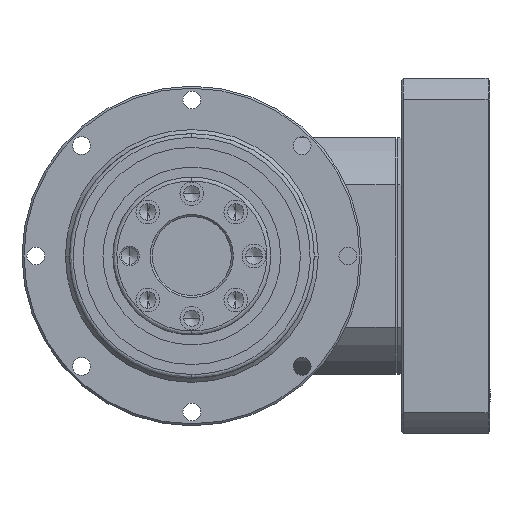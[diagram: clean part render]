
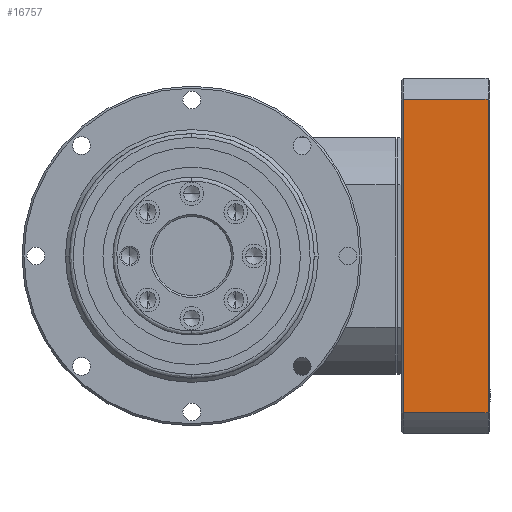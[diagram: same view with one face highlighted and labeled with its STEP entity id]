
A CAD part, left-side view. The second image highlights one B-rep face of the part: STEP entity #16757.
In plain terms, the highlighted face is planar.
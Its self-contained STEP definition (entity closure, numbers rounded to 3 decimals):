
#3470 = EDGE_CURVE ( 'NONE', #11171, #26331, #6928, .T. ) ;
#3945 = ORIENTED_EDGE ( 'NONE', *, *, #26426, .F. ) ;
#4406 = VERTEX_POINT ( 'NONE', #19773 ) ;
#5086 = CARTESIAN_POINT ( 'NONE',  ( -39.686, 45., 3. ) ) ;
#5379 = ORIENTED_EDGE ( 'NONE', *, *, #14814, .F. ) ;
#5918 = DIRECTION ( 'NONE',  ( -1., 0., 0. ) ) ;
#6089 = DIRECTION ( 'NONE',  ( 0., -1., 0. ) ) ;
#6294 = VECTOR ( 'NONE', #19746, 1000. ) ;
#6928 = LINE ( 'NONE', #16954, #6294 ) ;
#8688 = CARTESIAN_POINT ( 'NONE',  ( -6.972, 45., 3.5 ) ) ;
#8759 = LINE ( 'NONE', #18566, #24729 ) ;
#9837 = EDGE_LOOP ( 'NONE', ( #5379, #15934, #21652, #3945 ) ) ;
#11171 = VERTEX_POINT ( 'NONE', #20473 ) ;
#11219 = EDGE_CURVE ( 'NONE', #26331, #4406, #8759, .T. ) ;
#11728 = FACE_OUTER_BOUND ( 'NONE', #9837, .T. ) ;
#14717 = CARTESIAN_POINT ( 'NONE',  ( -39.686, 45., 3.5 ) ) ;
#14814 = EDGE_CURVE ( 'NONE', #4406, #21759, #15778, .T. ) ;
#15778 = LINE ( 'NONE', #5086, #21331 ) ;
#15934 = ORIENTED_EDGE ( 'NONE', *, *, #11219, .F. ) ;
#16570 = CARTESIAN_POINT ( 'NONE',  ( 39.686, 45., 25. ) ) ;
#16757 = ADVANCED_FACE ( 'NONE', ( #11728 ), #22763, .F. ) ;
#16954 = CARTESIAN_POINT ( 'NONE',  ( 39.686, 45., 3. ) ) ;
#17111 = DIRECTION ( 'NONE',  ( 1., 0., 0. ) ) ;
#18566 = CARTESIAN_POINT ( 'NONE',  ( -39.686, 45., 25. ) ) ;
#18742 = CARTESIAN_POINT ( 'NONE',  ( -39.686, 45., 3. ) ) ;
#19746 = DIRECTION ( 'NONE',  ( 0., 0., 1. ) ) ;
#19773 = CARTESIAN_POINT ( 'NONE',  ( -39.686, 45., 25. ) ) ;
#19929 = DIRECTION ( 'NONE',  ( 0., 0., -1. ) ) ;
#20416 = VECTOR ( 'NONE', #17111, 1000. ) ;
#20473 = CARTESIAN_POINT ( 'NONE',  ( 39.686, 45., 3.5 ) ) ;
#20810 = DIRECTION ( 'NONE',  ( 1., 0., 0. ) ) ;
#21331 = VECTOR ( 'NONE', #19929, 1000. ) ;
#21652 = ORIENTED_EDGE ( 'NONE', *, *, #3470, .F. ) ;
#21759 = VERTEX_POINT ( 'NONE', #14717 ) ;
#22763 = PLANE ( 'NONE',  #23680 ) ;
#23680 = AXIS2_PLACEMENT_3D ( 'NONE', #18742, #6089, #20810 ) ;
#24729 = VECTOR ( 'NONE', #5918, 1000. ) ;
#25875 = LINE ( 'NONE', #8688, #20416 ) ;
#26331 = VERTEX_POINT ( 'NONE', #16570 ) ;
#26426 = EDGE_CURVE ( 'NONE', #21759, #11171, #25875, .T. ) ;
